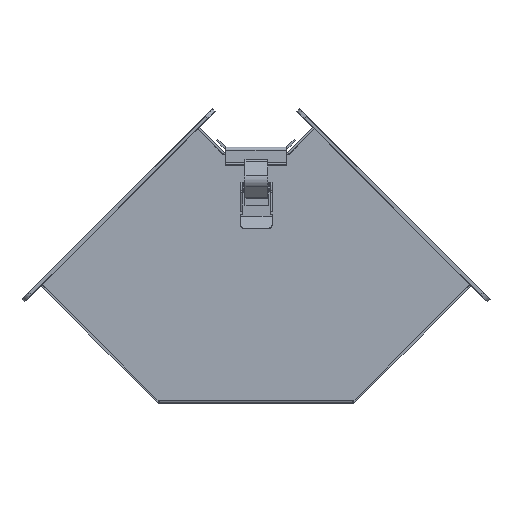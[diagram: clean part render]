
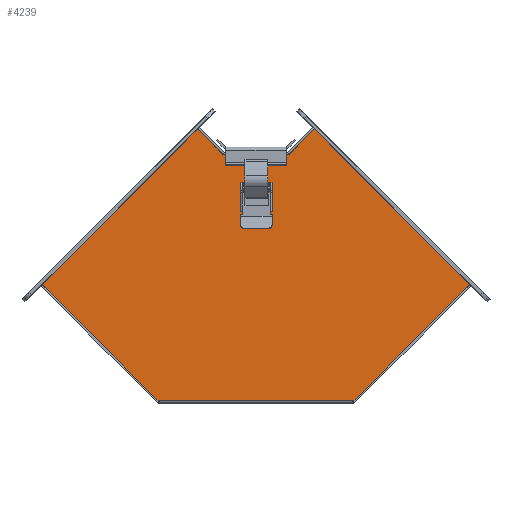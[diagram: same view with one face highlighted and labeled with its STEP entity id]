
A CAD part, front view. The second image highlights one B-rep face of the part: STEP entity #4239.
In plain terms, the highlighted planar face has unit normal (0, -1, 0).
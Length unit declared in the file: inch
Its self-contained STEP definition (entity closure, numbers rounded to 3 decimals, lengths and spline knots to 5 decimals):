
#67 = CARTESIAN_POINT ( 'NONE',  ( 1.178, -4., 8.898 ) ) ;
#128 = FACE_OUTER_BOUND ( 'NONE', #6638, .T. ) ;
#499 = VECTOR ( 'NONE', #6290, 39.37008 ) ;
#546 = CARTESIAN_POINT ( 'NONE',  ( -7.6875, -4., 9.801 ) ) ;
#603 = LINE ( 'NONE', #718, #6604 ) ;
#718 = CARTESIAN_POINT ( 'NONE',  ( -2.0838, -4., 9.8038 ) ) ;
#782 = CARTESIAN_POINT ( 'NONE',  ( 7.63883, -4., 4.24877 ) ) ;
#1118 = CARTESIAN_POINT ( 'NONE',  ( 2.0838, -4., 9.8038 ) ) ;
#1209 = CARTESIAN_POINT ( 'NONE',  ( -7.63883, -4., 4.24877 ) ) ;
#1403 = EDGE_CURVE ( 'NONE', #4840, #2236, #2896, .T. ) ;
#1672 = DIRECTION ( 'NONE',  ( 0., -1., 0. ) ) ;
#1717 = LINE ( 'NONE', #67, #9034 ) ;
#1929 = EDGE_CURVE ( 'NONE', #3476, #6007, #5664, .T. ) ;
#2032 = DIRECTION ( 'NONE',  ( 0.707, 0., -0.707 ) ) ;
#2152 = ORIENTED_EDGE ( 'NONE', *, *, #9194, .F. ) ;
#2236 = VERTEX_POINT ( 'NONE', #2866 ) ;
#2295 = CARTESIAN_POINT ( 'NONE',  ( 7.63883, -4., 4.24877 ) ) ;
#2400 = VECTOR ( 'NONE', #2032, 39.37008 ) ;
#2472 = EDGE_CURVE ( 'NONE', #4369, #6007, #7303, .T. ) ;
#2678 = VECTOR ( 'NONE', #5999, 39.37008 ) ;
#2798 = ORIENTED_EDGE ( 'NONE', *, *, #7807, .F. ) ;
#2826 = CARTESIAN_POINT ( 'NONE',  ( 3.49806, -4., 0.108 ) ) ;
#2866 = CARTESIAN_POINT ( 'NONE',  ( 2.081, -4., 9.801 ) ) ;
#2896 = LINE ( 'NONE', #546, #10549 ) ;
#3112 = DIRECTION ( 'NONE',  ( 0.707, 0., 0.707 ) ) ;
#3158 = CARTESIAN_POINT ( 'NONE',  ( -7.63883, -4., 4.24877 ) ) ;
#3183 = CARTESIAN_POINT ( 'NONE',  ( 2.08661, -4., 9.801 ) ) ;
#3384 = DIRECTION ( 'NONE',  ( 0., 0., -1. ) ) ;
#3476 = VERTEX_POINT ( 'NONE', #782 ) ;
#3745 = DIRECTION ( 'NONE',  ( -1., 0., 0. ) ) ;
#3800 = CARTESIAN_POINT ( 'NONE',  ( -1.178, -4., 8.898 ) ) ;
#3915 = DIRECTION ( 'NONE',  ( -0.707, 0., 0.707 ) ) ;
#3929 = DIRECTION ( 'NONE',  ( 0.707, 0., -0.707 ) ) ;
#4239 = ADVANCED_FACE ( 'NONE', ( #128 ), #7560, .T. ) ;
#4271 = VECTOR ( 'NONE', #6788, 39.37008 ) ;
#4369 = VERTEX_POINT ( 'NONE', #6093 ) ;
#4462 = EDGE_CURVE ( 'NONE', #4369, #8646, #7225, .T. ) ;
#4488 = VERTEX_POINT ( 'NONE', #3800 ) ;
#4500 = LINE ( 'NONE', #8659, #4271 ) ;
#4712 = ORIENTED_EDGE ( 'NONE', *, *, #1403, .T. ) ;
#4775 = CARTESIAN_POINT ( 'NONE',  ( -1.178, -4., 8.898 ) ) ;
#4840 = VERTEX_POINT ( 'NONE', #3183 ) ;
#4984 = VERTEX_POINT ( 'NONE', #6592 ) ;
#5027 = DIRECTION ( 'NONE',  ( 0.707, 0., 0.707 ) ) ;
#5054 = CARTESIAN_POINT ( 'NONE',  ( -7.6875, -4., 0.108 ) ) ;
#5485 = VERTEX_POINT ( 'NONE', #9113 ) ;
#5582 = EDGE_CURVE ( 'NONE', #9323, #4984, #4500, .T. ) ;
#5664 = LINE ( 'NONE', #2295, #499 ) ;
#5671 = ORIENTED_EDGE ( 'NONE', *, *, #6892, .F. ) ;
#5785 = AXIS2_PLACEMENT_3D ( 'NONE', #8994, #1672, #3384 ) ;
#5995 = EDGE_CURVE ( 'NONE', #4840, #3476, #9405, .T. ) ;
#5999 = DIRECTION ( 'NONE',  ( 1., 0., 0. ) ) ;
#6007 = VERTEX_POINT ( 'NONE', #2826 ) ;
#6067 = ORIENTED_EDGE ( 'NONE', *, *, #1929, .F. ) ;
#6093 = CARTESIAN_POINT ( 'NONE',  ( -3.49806, -4., 0.108 ) ) ;
#6290 = DIRECTION ( 'NONE',  ( -0.707, 0., -0.707 ) ) ;
#6592 = CARTESIAN_POINT ( 'NONE',  ( -2.08661, -4., 9.801 ) ) ;
#6604 = VECTOR ( 'NONE', #3112, 39.37008 ) ;
#6638 = EDGE_LOOP ( 'NONE', ( #7926, #7452, #5671, #7964, #7040, #6067, #7781, #4712, #2152, #2798 ) ) ;
#6788 = DIRECTION ( 'NONE',  ( -1., 0., 0. ) ) ;
#6892 = EDGE_CURVE ( 'NONE', #8646, #4984, #603, .T. ) ;
#7040 = ORIENTED_EDGE ( 'NONE', *, *, #2472, .T. ) ;
#7225 = LINE ( 'NONE', #3158, #7661 ) ;
#7303 = LINE ( 'NONE', #5054, #10392 ) ;
#7452 = ORIENTED_EDGE ( 'NONE', *, *, #5582, .T. ) ;
#7481 = EDGE_CURVE ( 'NONE', #9323, #4488, #9577, .T. ) ;
#7560 = PLANE ( 'NONE',  #5785 ) ;
#7661 = VECTOR ( 'NONE', #3915, 39.37008 ) ;
#7705 = CARTESIAN_POINT ( 'NONE',  ( -1.178, -4., 8.898 ) ) ;
#7781 = ORIENTED_EDGE ( 'NONE', *, *, #5995, .F. ) ;
#7807 = EDGE_CURVE ( 'NONE', #4488, #5485, #9257, .T. ) ;
#7926 = ORIENTED_EDGE ( 'NONE', *, *, #7481, .F. ) ;
#7964 = ORIENTED_EDGE ( 'NONE', *, *, #4462, .F. ) ;
#8107 = DIRECTION ( 'NONE',  ( 1., 0., 0. ) ) ;
#8391 = CARTESIAN_POINT ( 'NONE',  ( -2.081, -4., 9.801 ) ) ;
#8646 = VERTEX_POINT ( 'NONE', #1209 ) ;
#8659 = CARTESIAN_POINT ( 'NONE',  ( -7.6875, -4., 9.801 ) ) ;
#8994 = CARTESIAN_POINT ( 'NONE',  ( -7.6875, -4., 9.801 ) ) ;
#9034 = VECTOR ( 'NONE', #5027, 39.37008 ) ;
#9113 = CARTESIAN_POINT ( 'NONE',  ( 1.178, -4., 8.898 ) ) ;
#9194 = EDGE_CURVE ( 'NONE', #5485, #2236, #1717, .T. ) ;
#9257 = LINE ( 'NONE', #7705, #2678 ) ;
#9323 = VERTEX_POINT ( 'NONE', #8391 ) ;
#9405 = LINE ( 'NONE', #1118, #2400 ) ;
#9494 = VECTOR ( 'NONE', #3929, 39.37008 ) ;
#9577 = LINE ( 'NONE', #4775, #9494 ) ;
#10392 = VECTOR ( 'NONE', #8107, 39.37008 ) ;
#10549 = VECTOR ( 'NONE', #3745, 39.37008 ) ;
